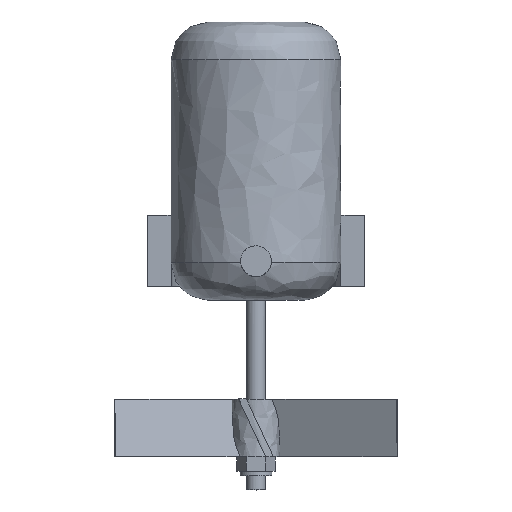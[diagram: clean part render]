
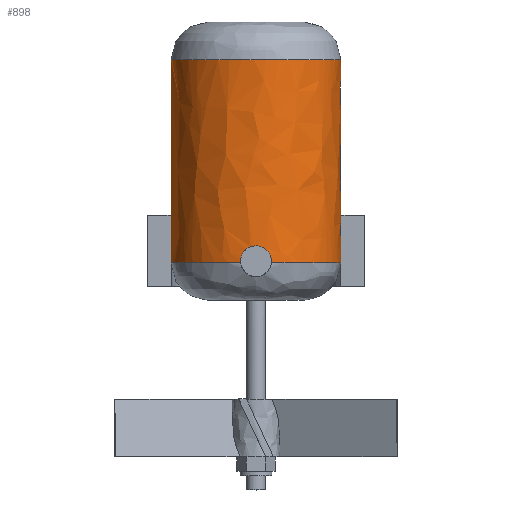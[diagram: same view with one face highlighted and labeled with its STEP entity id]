
A CAD part, top view. The second image highlights one B-rep face of the part: STEP entity #898.
In plain terms, the highlighted free-form (B-spline) face has degree [2, 1] with [9, 2] control points.
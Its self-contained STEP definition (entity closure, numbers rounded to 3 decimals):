
#838 = VERTEX_POINT('',#839);
#839 = CARTESIAN_POINT('',(0.,59.093,
    32.1));
#845 = EDGE_CURVE('',#838,#846,#848,.T.);
#846 = VERTEX_POINT('',#847);
#847 = CARTESIAN_POINT('',(-26.264,59.093,
    58.364));
#848 = ( BOUNDED_CURVE() B_SPLINE_CURVE(2,(#849,#850,#851),
.UNSPECIFIED.,.F.,.F.) B_SPLINE_CURVE_WITH_KNOTS((3,3),(1.571,
3.142),.PIECEWISE_BEZIER_KNOTS.) CURVE() 
GEOMETRIC_REPRESENTATION_ITEM() RATIONAL_B_SPLINE_CURVE((1.,
0.707,1.)) REPRESENTATION_ITEM('') );
#849 = CARTESIAN_POINT('',(0.,59.093,
    32.1));
#850 = CARTESIAN_POINT('',(-26.264,59.093,
    32.1));
#851 = CARTESIAN_POINT('',(-26.264,59.093,
    58.364));
#853 = EDGE_CURVE('',#846,#838,#854,.T.);
#854 = ( BOUNDED_CURVE() B_SPLINE_CURVE(2,(#855,#856,#857,#858,#859),
.UNSPECIFIED.,.F.,.F.) B_SPLINE_CURVE_WITH_KNOTS((3,2,3),(3.142,
5.498,7.854),.PIECEWISE_BEZIER_KNOTS.) CURVE() 
GEOMETRIC_REPRESENTATION_ITEM() RATIONAL_B_SPLINE_CURVE((1.,
0.383,1.,0.383,1.)) REPRESENTATION_ITEM('') );
#855 = CARTESIAN_POINT('',(-26.264,59.093,
    58.364));
#856 = CARTESIAN_POINT('',(-26.264,59.093,
    121.77));
#857 = CARTESIAN_POINT('',(18.571,59.093,
    76.935));
#858 = CARTESIAN_POINT('',(63.406,59.093,
    32.1));
#859 = CARTESIAN_POINT('',(0.,59.093,
    32.1));
#898 = ADVANCED_FACE('',(#899),#961,.T.);
#899 = FACE_BOUND('',#900,.T.);
#900 = EDGE_LOOP('',(#901,#911,#920,#945,#953,#958,#959,#960));
#901 = ORIENTED_EDGE('',*,*,#902,.F.);
#902 = EDGE_CURVE('',#903,#905,#907,.T.);
#903 = VERTEX_POINT('',#904);
#904 = CARTESIAN_POINT('',(-4.728,-3.648,
    84.199));
#905 = VERTEX_POINT('',#906);
#906 = CARTESIAN_POINT('',(-26.264,-3.648,
    58.364));
#907 = ( BOUNDED_CURVE() B_SPLINE_CURVE(2,(#908,#909,#910),
.UNSPECIFIED.,.F.,.F.) B_SPLINE_CURVE_WITH_KNOTS((3,3),(1.752,
3.142),.PIECEWISE_BEZIER_KNOTS.) CURVE() 
GEOMETRIC_REPRESENTATION_ITEM() RATIONAL_B_SPLINE_CURVE((1.,
0.768,1.)) REPRESENTATION_ITEM('') );
#908 = CARTESIAN_POINT('',(-4.728,-3.648,
    84.199));
#909 = CARTESIAN_POINT('',(-26.264,-3.648,
    80.257));
#910 = CARTESIAN_POINT('',(-26.264,-3.648,
    58.364));
#911 = ORIENTED_EDGE('',*,*,#912,.T.);
#912 = EDGE_CURVE('',#903,#913,#915,.T.);
#913 = VERTEX_POINT('',#914);
#914 = CARTESIAN_POINT('',(-4.742,-3.283,
    84.196));
#915 = B_SPLINE_CURVE_WITH_KNOTS('',3,(#916,#917,#918,#919),
  .UNSPECIFIED.,.F.,.F.,(4,4),(1.939,1.963),
  .PIECEWISE_BEZIER_KNOTS.);
#916 = CARTESIAN_POINT('',(-4.728,-3.648,
    84.199));
#917 = CARTESIAN_POINT('',(-4.737,-3.525,
    84.197));
#918 = CARTESIAN_POINT('',(-4.742,-3.403,
    84.196));
#919 = CARTESIAN_POINT('',(-4.742,-3.283,
    84.196));
#920 = ORIENTED_EDGE('',*,*,#921,.T.);
#921 = EDGE_CURVE('',#913,#922,#924,.T.);
#922 = VERTEX_POINT('',#923);
#923 = CARTESIAN_POINT('',(4.728,-3.648,
    84.199));
#924 = B_SPLINE_CURVE_WITH_KNOTS('',3,(#925,#926,#927,#928,#929,#930,
    #931,#932,#933,#934,#935,#936,#937,#938,#939,#940,#941,#942,#943,
    #944),.UNSPECIFIED.,.F.,.F.,(4,2,2,2,2,2,2,2,2,4),(0.,0.123
    ,0.245,0.368,0.491,0.614,
    0.736,0.859,0.982,1.006),
  .UNSPECIFIED.);
#925 = CARTESIAN_POINT('',(-4.742,-3.283,
    84.196));
#926 = CARTESIAN_POINT('',(-4.742,-2.686,
    84.196));
#927 = CARTESIAN_POINT('',(-4.623,-2.05,
    84.219));
#928 = CARTESIAN_POINT('',(-4.138,-0.882,
    84.301));
#929 = CARTESIAN_POINT('',(-3.773,-0.35,
    84.359));
#930 = CARTESIAN_POINT('',(-2.933,0.49,
    84.467));
#931 = CARTESIAN_POINT('',(-2.401,0.855,
    84.524));
#932 = CARTESIAN_POINT('',(-1.233,1.34,
    84.605));
#933 = CARTESIAN_POINT('',(-0.597,1.459,
    84.628));
#934 = CARTESIAN_POINT('',(0.597,1.459,84.628
    ));
#935 = CARTESIAN_POINT('',(1.233,1.34,84.605
    ));
#936 = CARTESIAN_POINT('',(2.401,0.855,84.524
    ));
#937 = CARTESIAN_POINT('',(2.933,0.49,84.467
    ));
#938 = CARTESIAN_POINT('',(3.773,-0.35,
    84.359));
#939 = CARTESIAN_POINT('',(4.138,-0.882,
    84.301));
#940 = CARTESIAN_POINT('',(4.623,-2.05,
    84.219));
#941 = CARTESIAN_POINT('',(4.742,-2.686,84.196
    ));
#942 = CARTESIAN_POINT('',(4.742,-3.403,84.196
    ));
#943 = CARTESIAN_POINT('',(4.737,-3.525,
    84.197));
#944 = CARTESIAN_POINT('',(4.728,-3.648,
    84.199));
#945 = ORIENTED_EDGE('',*,*,#946,.F.);
#946 = EDGE_CURVE('',#905,#922,#947,.T.);
#947 = ( BOUNDED_CURVE() B_SPLINE_CURVE(2,(#948,#949,#950,#951,#952),
.UNSPECIFIED.,.F.,.F.) B_SPLINE_CURVE_WITH_KNOTS((3,2,3),(3.142,
5.407,7.673),.PIECEWISE_BEZIER_KNOTS.) CURVE() 
GEOMETRIC_REPRESENTATION_ITEM() RATIONAL_B_SPLINE_CURVE((1.,
0.424,1.,0.424,1.)) REPRESENTATION_ITEM('') );
#948 = CARTESIAN_POINT('',(-26.264,-3.648,
    58.364));
#949 = CARTESIAN_POINT('',(-26.264,-3.648,
    2.278));
#950 = CARTESIAN_POINT('',(16.817,-3.648,
    38.19));
#951 = CARTESIAN_POINT('',(59.897,-3.648,
    74.102));
#952 = CARTESIAN_POINT('',(4.728,-3.648,
    84.199));
#953 = ORIENTED_EDGE('',*,*,#954,.T.);
#954 = EDGE_CURVE('',#905,#846,#955,.T.);
#955 = B_SPLINE_CURVE_WITH_KNOTS('',1,(#956,#957),.UNSPECIFIED.,.F.,.F.,
  (2,2),(5.,48.),.PIECEWISE_BEZIER_KNOTS.);
#956 = CARTESIAN_POINT('',(-26.264,-3.648,
    58.364));
#957 = CARTESIAN_POINT('',(-26.264,59.093,
    58.364));
#958 = ORIENTED_EDGE('',*,*,#845,.F.);
#959 = ORIENTED_EDGE('',*,*,#853,.F.);
#960 = ORIENTED_EDGE('',*,*,#954,.F.);
#961 = ( BOUNDED_SURFACE() B_SPLINE_SURFACE(2,1,(
    (#962,#963)
    ,(#964,#965)
    ,(#966,#967)
    ,(#968,#969)
    ,(#970,#971)
    ,(#972,#973)
    ,(#974,#975)
    ,(#976,#977)
,(#978,#979
    )),.UNSPECIFIED.,.T.,.F.,.F.) B_SPLINE_SURFACE_WITH_KNOTS((3,2,2,2,3
    ),(2,2),(-3.142,-2.094,0.,2.094,
    3.142),(-48.,-5.),.UNSPECIFIED.) 
GEOMETRIC_REPRESENTATION_ITEM() RATIONAL_B_SPLINE_SURFACE((
    (0.75,0.75)
    ,(0.75,0.75)
    ,(1.,1.)
    ,(0.5,0.5)
    ,(1.,1.)
    ,(0.5,0.5)
    ,(1.,1.)
    ,(0.75,0.75)
,(0.75,0.75))) REPRESENTATION_ITEM('') SURFACE() );
#962 = CARTESIAN_POINT('',(-26.264,59.093,
    58.364));
#963 = CARTESIAN_POINT('',(-26.264,-3.648,
    58.364));
#964 = CARTESIAN_POINT('',(-26.264,59.093,
    43.201));
#965 = CARTESIAN_POINT('',(-26.264,-3.648,
    43.201));
#966 = CARTESIAN_POINT('',(-13.132,59.093,
    35.619));
#967 = CARTESIAN_POINT('',(-13.132,-3.648,
    35.619));
#968 = CARTESIAN_POINT('',(26.264,59.093,
    12.874));
#969 = CARTESIAN_POINT('',(26.264,-3.648,
    12.874));
#970 = CARTESIAN_POINT('',(26.264,59.093,
    58.364));
#971 = CARTESIAN_POINT('',(26.264,-3.648,
    58.364));
#972 = CARTESIAN_POINT('',(26.264,59.093,
    103.854));
#973 = CARTESIAN_POINT('',(26.264,-3.648,
    103.854));
#974 = CARTESIAN_POINT('',(-13.132,59.093,
    81.109));
#975 = CARTESIAN_POINT('',(-13.132,-3.648,
    81.109));
#976 = CARTESIAN_POINT('',(-26.264,59.093,
    73.527));
#977 = CARTESIAN_POINT('',(-26.264,-3.648,
    73.527));
#978 = CARTESIAN_POINT('',(-26.264,59.093,
    58.364));
#979 = CARTESIAN_POINT('',(-26.264,-3.648,
    58.364));
